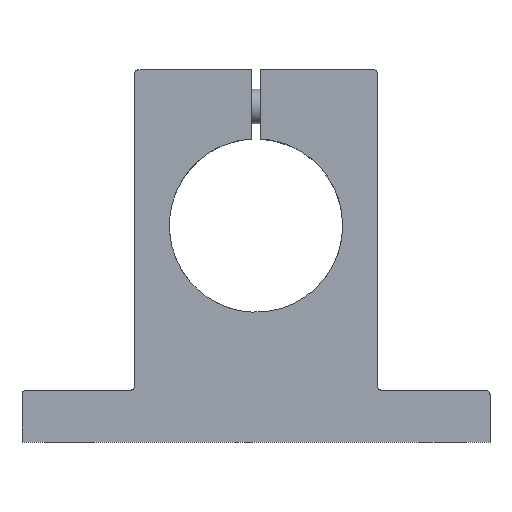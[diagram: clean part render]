
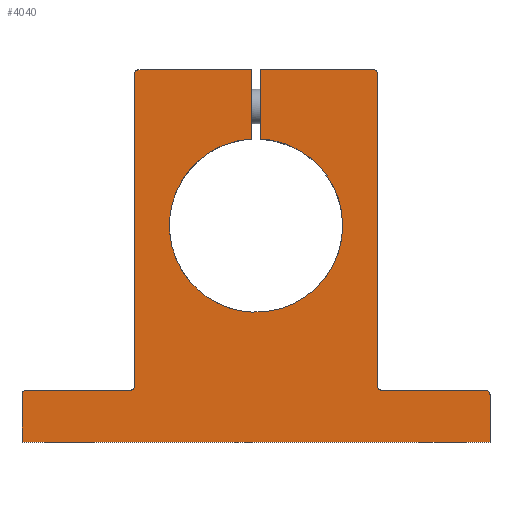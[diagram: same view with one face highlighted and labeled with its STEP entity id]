
A CAD part, top view. The second image highlights one B-rep face of the part: STEP entity #4040.
In plain terms, the highlighted free-form (B-spline) face has degree [1, 1] with [2, 2] control points.
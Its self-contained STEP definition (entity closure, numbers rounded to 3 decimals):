
#120 = CARTESIAN_POINT ('', (-54., 11., 32.));
#130 = VERTEX_POINT ('', #120);
#190 = CARTESIAN_POINT ('', (-53., 12., 32.));
#200 = VERTEX_POINT ('', #190);
#210 = CARTESIAN_POINT ('', (-54., 11., 32.));
#220 = CARTESIAN_POINT ('', (-54., 11.586, 32.));
#230 = CARTESIAN_POINT ('', (-53.586, 12., 32.));
#240 = CARTESIAN_POINT ('', (-53., 12., 32.));
#250 = (
   BOUNDED_CURVE ()
   B_SPLINE_CURVE (3, (#210, #220, #230, #240), .UNSPECIFIED., .F., .U.)
   B_SPLINE_CURVE_WITH_KNOTS ((4, 4), (0., 1.), .UNSPECIFIED.)
   CURVE ()
   GEOMETRIC_REPRESENTATION_ITEM ()
   RATIONAL_B_SPLINE_CURVE ((1., 0.805, 0.805, 1.))
   REPRESENTATION_ITEM ('')
);
#260 = EDGE_CURVE ('', #130, #200, #250, .T.);
#520 = CARTESIAN_POINT ('', (-54., 0., 32.));
#530 = VERTEX_POINT ('', #520);
#590 = CARTESIAN_POINT ('', (-54., 0., 32.));
#600 = CARTESIAN_POINT ('', (-54., 11., 32.));
#610 = B_SPLINE_CURVE_WITH_KNOTS ('', 1, (#590, #600), .UNSPECIFIED., .F., .U., (2, 2), (0., 1.), .UNSPECIFIED.);
#620 = EDGE_CURVE ('', #530, #130, #610, .T.);
#800 = CARTESIAN_POINT ('', (54., 0., 32.));
#810 = VERTEX_POINT ('', #800);
#870 = CARTESIAN_POINT ('', (54., 0., 32.));
#880 = CARTESIAN_POINT ('', (-54., 0., 32.));
#890 = B_SPLINE_CURVE_WITH_KNOTS ('', 1, (#870, #880), .UNSPECIFIED., .F., .U., (2, 2), (0., 1.), .UNSPECIFIED.);
#900 = EDGE_CURVE ('', #810, #530, #890, .T.);
#2480 = CARTESIAN_POINT ('', (-29., 12., 32.));
#2490 = VERTEX_POINT ('', #2480);
#2500 = CARTESIAN_POINT ('', (-53., 12., 32.));
#2510 = CARTESIAN_POINT ('', (-29., 12., 32.));
#2520 = B_SPLINE_CURVE_WITH_KNOTS ('', 1, (#2500, #2510), .UNSPECIFIED., .F., .U., (2, 2), (0., 1.), .UNSPECIFIED.);
#2530 = EDGE_CURVE ('', #200, #2490, #2520, .T.);
#2730 = ORIENTED_EDGE ('', *, *, #2530, .F.);
#2740 = ORIENTED_EDGE ('', *, *, #260, .F.);
#2750 = ORIENTED_EDGE ('', *, *, #620, .F.);
#2760 = ORIENTED_EDGE ('', *, *, #900, .F.);
#2770 = CARTESIAN_POINT ('', (54., 11., 32.));
#2780 = VERTEX_POINT ('', #2770);
#2790 = CARTESIAN_POINT ('', (54., 11., 32.));
#2800 = CARTESIAN_POINT ('', (54., 0., 32.));
#2810 = B_SPLINE_CURVE_WITH_KNOTS ('', 1, (#2790, #2800), .UNSPECIFIED., .F., .U., (2, 2), (0., 1.), .UNSPECIFIED.);
#2820 = EDGE_CURVE ('', #2780, #810, #2810, .T.);
#2830 = ORIENTED_EDGE ('', *, *, #2820, .F.);
#2840 = CARTESIAN_POINT ('', (53., 12., 32.));
#2850 = VERTEX_POINT ('', #2840);
#2860 = CARTESIAN_POINT ('', (53., 12., 32.));
#2870 = CARTESIAN_POINT ('', (53.586, 12., 32.));
#2880 = CARTESIAN_POINT ('', (54., 11.586, 32.));
#2890 = CARTESIAN_POINT ('', (54., 11., 32.));
#2900 = (
   BOUNDED_CURVE ()
   B_SPLINE_CURVE (3, (#2860, #2870, #2880, #2890), .UNSPECIFIED., .F., .U.)
   B_SPLINE_CURVE_WITH_KNOTS ((4, 4), (0., 1.), .UNSPECIFIED.)
   CURVE ()
   GEOMETRIC_REPRESENTATION_ITEM ()
   RATIONAL_B_SPLINE_CURVE ((1., 0.805, 0.805, 1.))
   REPRESENTATION_ITEM ('')
);
#2910 = EDGE_CURVE ('', #2850, #2780, #2900, .T.);
#2920 = ORIENTED_EDGE ('', *, *, #2910, .F.);
#2930 = CARTESIAN_POINT ('', (29., 12., 32.));
#2940 = VERTEX_POINT ('', #2930);
#2950 = CARTESIAN_POINT ('', (29., 12., 32.));
#2960 = CARTESIAN_POINT ('', (53., 12., 32.));
#2970 = B_SPLINE_CURVE_WITH_KNOTS ('', 1, (#2950, #2960), .UNSPECIFIED., .F., .U., (2, 2), (0., 1.), .UNSPECIFIED.);
#2980 = EDGE_CURVE ('', #2940, #2850, #2970, .T.);
#2990 = ORIENTED_EDGE ('', *, *, #2980, .F.);
#3000 = CARTESIAN_POINT ('', (28., 13., 32.));
#3010 = VERTEX_POINT ('', #3000);
#3020 = CARTESIAN_POINT ('', (28., 13., 32.));
#3030 = CARTESIAN_POINT ('', (28., 12.414, 32.));
#3040 = CARTESIAN_POINT ('', (28.414, 12., 32.));
#3050 = CARTESIAN_POINT ('', (29., 12., 32.));
#3060 = (
   BOUNDED_CURVE ()
   B_SPLINE_CURVE (3, (#3020, #3030, #3040, #3050), .UNSPECIFIED., .F., .U.)
   B_SPLINE_CURVE_WITH_KNOTS ((4, 4), (0., 1.), .UNSPECIFIED.)
   CURVE ()
   GEOMETRIC_REPRESENTATION_ITEM ()
   RATIONAL_B_SPLINE_CURVE ((1., 0.805, 0.805, 1.))
   REPRESENTATION_ITEM ('')
);
#3070 = EDGE_CURVE ('', #3010, #2940, #3060, .T.);
#3080 = ORIENTED_EDGE ('', *, *, #3070, .F.);
#3090 = CARTESIAN_POINT ('', (28., 85., 32.));
#3100 = VERTEX_POINT ('', #3090);
#3110 = CARTESIAN_POINT ('', (28., 13., 32.));
#3120 = CARTESIAN_POINT ('', (28., 85., 32.));
#3130 = B_SPLINE_CURVE_WITH_KNOTS ('', 1, (#3110, #3120), .UNSPECIFIED., .F., .U., (2, 2), (0., 1.), .UNSPECIFIED.);
#3140 = EDGE_CURVE ('', #3010, #3100, #3130, .T.);
#3150 = ORIENTED_EDGE ('', *, *, #3140, .T.);
#3160 = CARTESIAN_POINT ('', (27., 86., 32.));
#3170 = VERTEX_POINT ('', #3160);
#3180 = CARTESIAN_POINT ('', (27., 86., 32.));
#3190 = CARTESIAN_POINT ('', (27.586, 86., 32.));
#3200 = CARTESIAN_POINT ('', (28., 85.586, 32.));
#3210 = CARTESIAN_POINT ('', (28., 85., 32.));
#3220 = (
   BOUNDED_CURVE ()
   B_SPLINE_CURVE (3, (#3180, #3190, #3200, #3210), .UNSPECIFIED., .F., .U.)
   B_SPLINE_CURVE_WITH_KNOTS ((4, 4), (0., 1.), .UNSPECIFIED.)
   CURVE ()
   GEOMETRIC_REPRESENTATION_ITEM ()
   RATIONAL_B_SPLINE_CURVE ((1., 0.805, 0.805, 1.))
   REPRESENTATION_ITEM ('')
);
#3230 = EDGE_CURVE ('', #3170, #3100, #3220, .T.);
#3240 = ORIENTED_EDGE ('', *, *, #3230, .F.);
#3250 = CARTESIAN_POINT ('', (1., 86., 32.));
#3260 = VERTEX_POINT ('', #3250);
#3270 = CARTESIAN_POINT ('', (1., 86., 32.));
#3280 = CARTESIAN_POINT ('', (27., 86., 32.));
#3290 = B_SPLINE_CURVE_WITH_KNOTS ('', 1, (#3270, #3280), .UNSPECIFIED., .F., .U., (2, 2), (0., 1.), .UNSPECIFIED.);
#3300 = EDGE_CURVE ('', #3260, #3170, #3290, .T.);
#3310 = ORIENTED_EDGE ('', *, *, #3300, .F.);
#3320 = CARTESIAN_POINT ('', (1., 69.975, 32.));
#3330 = VERTEX_POINT ('', #3320);
#3340 = CARTESIAN_POINT ('', (1., 69.975, 32.));
#3350 = CARTESIAN_POINT ('', (1., 86., 32.));
#3360 = B_SPLINE_CURVE_WITH_KNOTS ('', 1, (#3340, #3350), .UNSPECIFIED., .F., .U., (2, 2), (0., 1.), .UNSPECIFIED.);
#3370 = EDGE_CURVE ('', #3330, #3260, #3360, .T.);
#3380 = ORIENTED_EDGE ('', *, *, #3370, .F.);
#3390 = CARTESIAN_POINT ('', (-1., 30.025, 32.));
#3400 = VERTEX_POINT ('', #3390);
#3410 = CARTESIAN_POINT ('', (-1., 30.025, 32.));
#3420 = CARTESIAN_POINT ('', (-0.664, 30.008, 32.));
#3430 = CARTESIAN_POINT ('', (-0.331, 30., 32.));
#3440 = CARTESIAN_POINT ('', (0., 30., 32.));
#3450 = CARTESIAN_POINT ('', (38.083, 30., 32.));
#3460 = CARTESIAN_POINT ('', (39.035, 68.071, 32.));
#3470 = CARTESIAN_POINT ('', (1., 69.975, 32.));
#3480 = (
   BOUNDED_CURVE ()
   B_SPLINE_CURVE (3, (#3410, #3420, #3430, #3440, #3450, #3460, #3470), .UNSPECIFIED., .F., .U.)
   B_SPLINE_CURVE_WITH_KNOTS ((4, 3, 4), (0., 0.024, 1.), .UNSPECIFIED.)
   CURVE ()
   GEOMETRIC_REPRESENTATION_ITEM ()
   RATIONAL_B_SPLINE_CURVE ((0.954, 0.969, 0.984, 1., 0.35, 0.35, 1.))
   REPRESENTATION_ITEM ('')
);
#3490 = EDGE_CURVE ('', #3400, #3330, #3480, .T.);
#3500 = ORIENTED_EDGE ('', *, *, #3490, .F.);
#3510 = CARTESIAN_POINT ('', (-1., 69.975, 32.));
#3520 = VERTEX_POINT ('', #3510);
#3530 = CARTESIAN_POINT ('', (-1., 69.975, 32.));
#3540 = CARTESIAN_POINT ('', (-36.496, 68.198, 32.));
#3550 = CARTESIAN_POINT ('', (-38.065, 31.881, 32.));
#3560 = CARTESIAN_POINT ('', (-1., 30.025, 32.));
#3570 = (
   BOUNDED_CURVE ()
   B_SPLINE_CURVE (3, (#3530, #3540, #3550, #3560), .UNSPECIFIED., .F., .U.)
   B_SPLINE_CURVE_WITH_KNOTS ((4, 4), (0., 1.), .UNSPECIFIED.)
   CURVE ()
   GEOMETRIC_REPRESENTATION_ITEM ()
   RATIONAL_B_SPLINE_CURVE ((1., 0.366, 0.35, 0.954))
   REPRESENTATION_ITEM ('')
);
#3580 = EDGE_CURVE ('', #3520, #3400, #3570, .T.);
#3590 = ORIENTED_EDGE ('', *, *, #3580, .F.);
#3600 = CARTESIAN_POINT ('', (-1., 86., 32.));
#3610 = VERTEX_POINT ('', #3600);
#3620 = CARTESIAN_POINT ('', (-1., 86., 32.));
#3630 = CARTESIAN_POINT ('', (-1., 69.975, 32.));
#3640 = B_SPLINE_CURVE_WITH_KNOTS ('', 1, (#3620, #3630), .UNSPECIFIED., .F., .U., (2, 2), (0., 1.), .UNSPECIFIED.);
#3650 = EDGE_CURVE ('', #3610, #3520, #3640, .T.);
#3660 = ORIENTED_EDGE ('', *, *, #3650, .F.);
#3670 = CARTESIAN_POINT ('', (-27., 86., 32.));
#3680 = VERTEX_POINT ('', #3670);
#3690 = CARTESIAN_POINT ('', (-27., 86., 32.));
#3700 = CARTESIAN_POINT ('', (-1., 86., 32.));
#3710 = B_SPLINE_CURVE_WITH_KNOTS ('', 1, (#3690, #3700), .UNSPECIFIED., .F., .U., (2, 2), (0., 1.), .UNSPECIFIED.);
#3720 = EDGE_CURVE ('', #3680, #3610, #3710, .T.);
#3730 = ORIENTED_EDGE ('', *, *, #3720, .F.);
#3740 = CARTESIAN_POINT ('', (-28., 85., 32.));
#3750 = VERTEX_POINT ('', #3740);
#3760 = CARTESIAN_POINT ('', (-28., 85., 32.));
#3770 = CARTESIAN_POINT ('', (-28., 85.586, 32.));
#3780 = CARTESIAN_POINT ('', (-27.586, 86., 32.));
#3790 = CARTESIAN_POINT ('', (-27., 86., 32.));
#3800 = (
   BOUNDED_CURVE ()
   B_SPLINE_CURVE (3, (#3760, #3770, #3780, #3790), .UNSPECIFIED., .F., .U.)
   B_SPLINE_CURVE_WITH_KNOTS ((4, 4), (0., 1.), .UNSPECIFIED.)
   CURVE ()
   GEOMETRIC_REPRESENTATION_ITEM ()
   RATIONAL_B_SPLINE_CURVE ((1., 0.805, 0.805, 1.))
   REPRESENTATION_ITEM ('')
);
#3810 = EDGE_CURVE ('', #3750, #3680, #3800, .T.);
#3820 = ORIENTED_EDGE ('', *, *, #3810, .F.);
#3830 = CARTESIAN_POINT ('', (-28., 13., 32.));
#3840 = VERTEX_POINT ('', #3830);
#3850 = CARTESIAN_POINT ('', (-28., 13., 32.));
#3860 = CARTESIAN_POINT ('', (-28., 85., 32.));
#3870 = B_SPLINE_CURVE_WITH_KNOTS ('', 1, (#3850, #3860), .UNSPECIFIED., .F., .U., (2, 2), (0., 1.), .UNSPECIFIED.);
#3880 = EDGE_CURVE ('', #3840, #3750, #3870, .T.);
#3890 = ORIENTED_EDGE ('', *, *, #3880, .F.);
#3900 = CARTESIAN_POINT ('', (-29., 12., 32.));
#3910 = CARTESIAN_POINT ('', (-28.414, 12., 32.));
#3920 = CARTESIAN_POINT ('', (-28., 12.414, 32.));
#3930 = CARTESIAN_POINT ('', (-28., 13., 32.));
#3940 = (
   BOUNDED_CURVE ()
   B_SPLINE_CURVE (3, (#3900, #3910, #3920, #3930), .UNSPECIFIED., .F., .U.)
   B_SPLINE_CURVE_WITH_KNOTS ((4, 4), (0., 1.), .UNSPECIFIED.)
   CURVE ()
   GEOMETRIC_REPRESENTATION_ITEM ()
   RATIONAL_B_SPLINE_CURVE ((1., 0.805, 0.805, 1.))
   REPRESENTATION_ITEM ('')
);
#3950 = EDGE_CURVE ('', #2490, #3840, #3940, .T.);
#3960 = ORIENTED_EDGE ('', *, *, #3950, .F.);
#3970 = EDGE_LOOP ('', (#2730, #2740, #2750, #2760, #2830, #2920, #2990, #3080, #3150, #3240, #3310, #3380, #3500, #3590, #3660, #3730, #3820, #3890, #3960));
#3980 = FACE_OUTER_BOUND ('', #3970, .T.);
#3990 = CARTESIAN_POINT ('', (-54., 0., 32.));
#4000 = CARTESIAN_POINT ('', (-54., 86., 32.));
#4010 = CARTESIAN_POINT ('', (54., 0., 32.));
#4020 = CARTESIAN_POINT ('', (54., 86., 32.));
#4030 = B_SPLINE_SURFACE_WITH_KNOTS ('', 1, 1, ((#3990, #4000), (#4010, #4020)), .UNSPECIFIED., .F., .F., .U., (2, 2), (2, 2), (0., 1.), (0., 1.), .UNSPECIFIED.);
#4040 = ADVANCED_FACE ('', (#3980), #4030, .T.);
